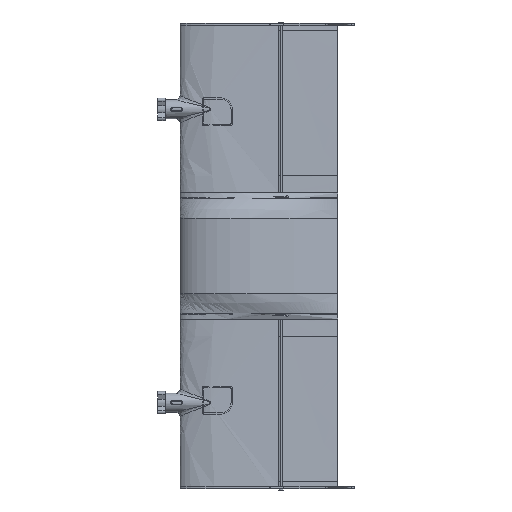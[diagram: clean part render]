
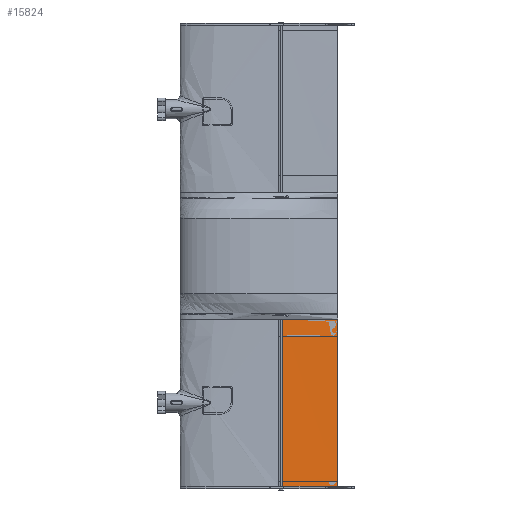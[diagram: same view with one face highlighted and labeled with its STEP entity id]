
A CAD part, front view. The second image highlights one B-rep face of the part: STEP entity #15824.
In plain terms, the highlighted free-form (B-spline) face has degree [3, 1] with [15, 2] control points.
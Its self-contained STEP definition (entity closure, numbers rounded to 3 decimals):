
#566 = B_SPLINE_CURVE_WITH_KNOTS ( 'NONE', 3,
 ( #29855, #3460, #22899, #30163, #25290, #27978, #6414, #30051, #6520, #13819, #13540, #25497, #15881, #29961, #2017 ),
 .UNSPECIFIED., .F., .F.,
 ( 4, 1, 1, 1, 1, 1, 1, 1, 1, 1, 1, 1, 4 ),
 ( 0.827, 0.837, 0.861, 0.885, 0.907, 0.927, 0.945, 0.961, 0.975, 0.985, 0.993, 0.998, 1. ),
 .UNSPECIFIED. ) ;
#582 = CARTESIAN_POINT ( 'NONE',  ( 178.647, -2.762, 223.2 ) ) ;
#690 = CARTESIAN_POINT ( 'NONE',  ( 186.392, -2.08, 223.2 ) ) ;
#2017 = CARTESIAN_POINT ( 'NONE',  ( 210., 0., 0. ) ) ;
#2039 = VECTOR ( 'NONE', #29201, 1000. ) ;
#2089 = CARTESIAN_POINT ( 'NONE',  ( 178.647, -2.762, 223.2 ) ) ;
#2758 = CARTESIAN_POINT ( 'NONE',  ( 210., -0.014, 0. ) ) ;
#3069 = CARTESIAN_POINT ( 'NONE',  ( 137.795, -6.86, 223.2 ) ) ;
#3460 = CARTESIAN_POINT ( 'NONE',  ( 137.795, -6.86, 0. ) ) ;
#4143 = CARTESIAN_POINT ( 'NONE',  ( 206.913, -0.262, 223.2 ) ) ;
#4244 = CARTESIAN_POINT ( 'NONE',  ( 208.453, -0.068, 223.2 ) ) ;
#4641 = B_SPLINE_CURVE_WITH_KNOTS ( 'NONE', 3,
 ( #25466, #22968, #13992, #18226, #18339, #13690, #2089, #13600, #28044, #16150, #11180, #4143, #4244, #30230, #9119 ),
 .UNSPECIFIED., .F., .F.,
 ( 4, 1, 1, 1, 1, 1, 1, 1, 1, 1, 1, 1, 4 ),
 ( 0.827, 0.837, 0.861, 0.885, 0.907, 0.927, 0.945, 0.961, 0.975, 0.985, 0.993, 0.998, 1. ),
 .UNSPECIFIED. ) ;
#4762 = EDGE_CURVE ( 'NONE', #18589, #13824, #4641, .T. ) ;
#5112 = CARTESIAN_POINT ( 'NONE',  ( 208.453, -0.068, 223.2 ) ) ;
#5631 = EDGE_CURVE ( 'NONE', #13824, #24170, #6403, .T. ) ;
#6403 = LINE ( 'NONE', #17092, #2039 ) ;
#6414 = CARTESIAN_POINT ( 'NONE',  ( 178.647, -2.762, 0. ) ) ;
#6520 = CARTESIAN_POINT ( 'NONE',  ( 193.128, -1.511, 0. ) ) ;
#7433 = CARTESIAN_POINT ( 'NONE',  ( 210., 0., 0. ) ) ;
#7542 = CARTESIAN_POINT ( 'NONE',  ( 198.85, -1.044, 0. ) ) ;
#7647 = CARTESIAN_POINT ( 'NONE',  ( 136.478, -6.998, 0. ) ) ;
#9119 = CARTESIAN_POINT ( 'NONE',  ( 210., 0., 223.2 ) ) ;
#9911 = CARTESIAN_POINT ( 'NONE',  ( 170.04, -3.568, 223.2 ) ) ;
#10022 = DIRECTION ( 'NONE',  ( 0., 0., -1. ) ) ;
#10211 = CARTESIAN_POINT ( 'NONE',  ( 203.265, -0.614, 223.2 ) ) ;
#10355 = VECTOR ( 'NONE', #10022, 1000. ) ;
#11180 = CARTESIAN_POINT ( 'NONE',  ( 203.265, -0.614, 223.2 ) ) ;
#12284 = CARTESIAN_POINT ( 'NONE',  ( 208.453, -0.068, 0. ) ) ;
#12502 = CARTESIAN_POINT ( 'NONE',  ( 186.392, -2.08, 0. ) ) ;
#12598 = CARTESIAN_POINT ( 'NONE',  ( 210., -0.014, 223.2 ) ) ;
#13540 = CARTESIAN_POINT ( 'NONE',  ( 203.265, -0.614, 0. ) ) ;
#13600 = CARTESIAN_POINT ( 'NONE',  ( 186.392, -2.08, 223.2 ) ) ;
#13690 = CARTESIAN_POINT ( 'NONE',  ( 170.04, -3.568, 223.2 ) ) ;
#13819 = CARTESIAN_POINT ( 'NONE',  ( 198.85, -1.044, 0. ) ) ;
#13824 = VERTEX_POINT ( 'NONE', #29465 ) ;
#13992 = CARTESIAN_POINT ( 'NONE',  ( 142.6, -6.356, 223.2 ) ) ;
#14262 = FACE_OUTER_BOUND ( 'NONE', #20889, .T. ) ;
#14291 = CARTESIAN_POINT ( 'NONE',  ( 136.478, -6.998, 0. ) ) ;
#14773 = CARTESIAN_POINT ( 'NONE',  ( 160.69, -4.487, 0. ) ) ;
#14867 = CARTESIAN_POINT ( 'NONE',  ( 206.913, -0.262, 0. ) ) ;
#14972 = CARTESIAN_POINT ( 'NONE',  ( 137.795, -6.86, 0. ) ) ;
#15824 = ADVANCED_FACE ( 'NONE', ( #14262 ), #26202, .F. ) ;
#15881 = CARTESIAN_POINT ( 'NONE',  ( 208.453, -0.068, 0. ) ) ;
#16150 = CARTESIAN_POINT ( 'NONE',  ( 198.85, -1.044, 223.2 ) ) ;
#16615 = LINE ( 'NONE', #23978, #10355 ) ;
#16817 = CARTESIAN_POINT ( 'NONE',  ( 178.647, -2.762, 0. ) ) ;
#17028 = CARTESIAN_POINT ( 'NONE',  ( 193.128, -1.511, 223.2 ) ) ;
#17092 = CARTESIAN_POINT ( 'NONE',  ( 210., 0., 306.863 ) ) ;
#17139 = CARTESIAN_POINT ( 'NONE',  ( 170.04, -3.568, 0. ) ) ;
#17168 = ORIENTED_EDGE ( 'NONE', *, *, #21192, .T. ) ;
#17491 = ORIENTED_EDGE ( 'NONE', *, *, #26160, .T. ) ;
#18226 = CARTESIAN_POINT ( 'NONE',  ( 150.737, -5.503, 223.2 ) ) ;
#18339 = CARTESIAN_POINT ( 'NONE',  ( 160.69, -4.487, 223.2 ) ) ;
#18589 = VERTEX_POINT ( 'NONE', #27905 ) ;
#20889 = EDGE_LOOP ( 'NONE', ( #22226, #26493, #17168, #17491 ) ) ;
#21192 = EDGE_CURVE ( 'NONE', #18589, #28328, #16615, .T. ) ;
#21462 = CARTESIAN_POINT ( 'NONE',  ( 210., 0., 0. ) ) ;
#21674 = CARTESIAN_POINT ( 'NONE',  ( 150.737, -5.503, 223.2 ) ) ;
#21775 = CARTESIAN_POINT ( 'NONE',  ( 142.6, -6.356, 0. ) ) ;
#22226 = ORIENTED_EDGE ( 'NONE', *, *, #5631, .F. ) ;
#22899 = CARTESIAN_POINT ( 'NONE',  ( 142.6, -6.356, 0. ) ) ;
#22968 = CARTESIAN_POINT ( 'NONE',  ( 137.795, -6.86, 223.2 ) ) ;
#23753 = CARTESIAN_POINT ( 'NONE',  ( 136.478, -6.998, 223.2 ) ) ;
#23978 = CARTESIAN_POINT ( 'NONE',  ( 136.478, -6.998, 306.863 ) ) ;
#24057 = CARTESIAN_POINT ( 'NONE',  ( 150.737, -5.503, 0. ) ) ;
#24165 = CARTESIAN_POINT ( 'NONE',  ( 206.913, -0.262, 223.2 ) ) ;
#24170 = VERTEX_POINT ( 'NONE', #21462 ) ;
#24369 = CARTESIAN_POINT ( 'NONE',  ( 142.6, -6.356, 223.2 ) ) ;
#25290 = CARTESIAN_POINT ( 'NONE',  ( 160.69, -4.487, 0. ) ) ;
#25466 = CARTESIAN_POINT ( 'NONE',  ( 136.478, -6.998, 223.2 ) ) ;
#25497 = CARTESIAN_POINT ( 'NONE',  ( 206.913, -0.262, 0. ) ) ;
#26160 = EDGE_CURVE ( 'NONE', #28328, #24170, #566, .T. ) ;
#26202 = B_SPLINE_SURFACE_WITH_KNOTS ( 'NONE', 3, 1, ( 
 ( #23753, #7647 ),
 ( #3069, #14972 ),
 ( #24369, #21775 ),
 ( #21674, #24057 ),
 ( #29039, #14773 ),
 ( #9911, #17139 ),
 ( #582, #16817 ),
 ( #690, #12502 ),
 ( #17028, #26652 ),
 ( #26446, #7542 ),
 ( #10211, #26751 ),
 ( #24165, #14867 ),
 ( #5112, #12284 ),
 ( #12598, #2758 ),
 ( #28927, #7433 ) ),
 .UNSPECIFIED., .F., .F., .F.,
 ( 4, 1, 1, 1, 1, 1, 1, 1, 1, 1, 1, 1, 4 ),
 ( 2, 2 ),
 ( 0.827, 0.837, 0.861, 0.885, 0.907, 0.927, 0.945, 0.961, 0.975, 0.985, 0.993, 0.998, 1. ),
 ( 0., 1. ),
 .UNSPECIFIED. ) ;
#26446 = CARTESIAN_POINT ( 'NONE',  ( 198.85, -1.044, 223.2 ) ) ;
#26493 = ORIENTED_EDGE ( 'NONE', *, *, #4762, .F. ) ;
#26652 = CARTESIAN_POINT ( 'NONE',  ( 193.128, -1.511, 0. ) ) ;
#26751 = CARTESIAN_POINT ( 'NONE',  ( 203.265, -0.614, 0. ) ) ;
#27905 = CARTESIAN_POINT ( 'NONE',  ( 136.478, -6.998, 223.2 ) ) ;
#27978 = CARTESIAN_POINT ( 'NONE',  ( 170.04, -3.568, 0. ) ) ;
#28044 = CARTESIAN_POINT ( 'NONE',  ( 193.128, -1.511, 223.2 ) ) ;
#28328 = VERTEX_POINT ( 'NONE', #14291 ) ;
#28927 = CARTESIAN_POINT ( 'NONE',  ( 210., 0., 223.2 ) ) ;
#29039 = CARTESIAN_POINT ( 'NONE',  ( 160.69, -4.487, 223.2 ) ) ;
#29201 = DIRECTION ( 'NONE',  ( 0., 0., -1. ) ) ;
#29465 = CARTESIAN_POINT ( 'NONE',  ( 210., 0., 223.2 ) ) ;
#29855 = CARTESIAN_POINT ( 'NONE',  ( 136.478, -6.998, 0. ) ) ;
#29961 = CARTESIAN_POINT ( 'NONE',  ( 210., -0.014, 0. ) ) ;
#30051 = CARTESIAN_POINT ( 'NONE',  ( 186.392, -2.08, 0. ) ) ;
#30163 = CARTESIAN_POINT ( 'NONE',  ( 150.737, -5.503, 0. ) ) ;
#30230 = CARTESIAN_POINT ( 'NONE',  ( 210., -0.014, 223.2 ) ) ;
